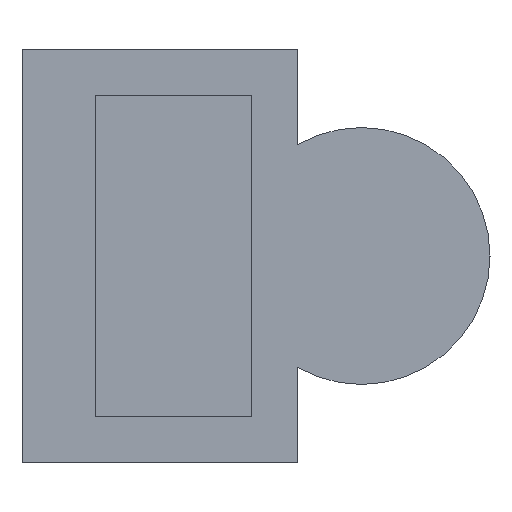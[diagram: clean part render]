
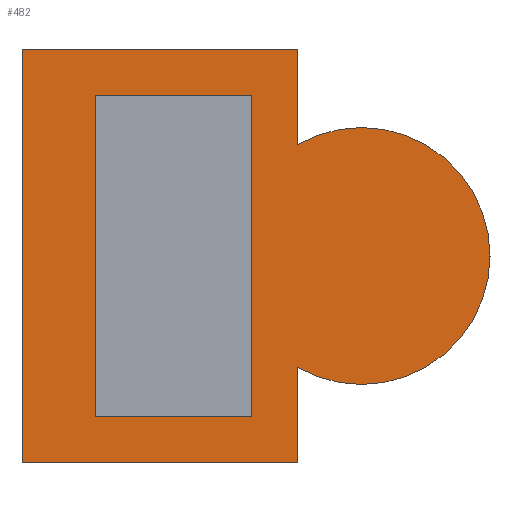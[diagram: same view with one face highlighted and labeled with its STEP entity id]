
A CAD part, left-side view. The second image highlights one B-rep face of the part: STEP entity #482.
In plain terms, the highlighted planar face has unit normal (-1, 0, 0).
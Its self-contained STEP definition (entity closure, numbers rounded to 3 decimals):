
#1 = CARTESIAN_POINT ( 'NONE',  ( -65., -12., -17.5 ) ) ;
#26 = CARTESIAN_POINT ( 'NONE',  ( -65., -5., 5. ) ) ;
#32 = ORIENTED_EDGE ( 'NONE', *, *, #903, .T. ) ;
#37 = CARTESIAN_POINT ( 'NONE',  ( -65., -12., -31.5 ) ) ;
#38 = CARTESIAN_POINT ( 'NONE',  ( -65., 0., -35. ) ) ;
#43 = ORIENTED_EDGE ( 'NONE', *, *, #812, .T. ) ;
#56 = VERTEX_POINT ( 'NONE', #715 ) ;
#62 = EDGE_CURVE ( 'NONE', #56, #180, #926, .T. ) ;
#63 = CARTESIAN_POINT ( 'NONE',  ( -65., -5., -40. ) ) ;
#66 = CARTESIAN_POINT ( 'NONE',  ( -65., -5., -29.624 ) ) ;
#69 = CARTESIAN_POINT ( 'NONE',  ( -65., -12., -3.5 ) ) ;
#72 = DIRECTION ( 'NONE',  ( 0., 0., 1. ) ) ;
#73 = VECTOR ( 'NONE', #309, 1000. ) ;
#86 = DIRECTION ( 'NONE',  ( 0., 0., 1. ) ) ;
#93 = EDGE_CURVE ( 'NONE', #104, #732, #284, .T. ) ;
#104 = VERTEX_POINT ( 'NONE', #26 ) ;
#105 = AXIS2_PLACEMENT_3D ( 'NONE', #1, #416, #794 ) ;
#142 = EDGE_LOOP ( 'NONE', ( #820, #290, #43, #276, #622, #425, #437, #784 ) ) ;
#146 = LINE ( 'NONE', #345, #550 ) ;
#153 = LINE ( 'NONE', #774, #752 ) ;
#154 = VERTEX_POINT ( 'NONE', #695 ) ;
#159 = FACE_OUTER_BOUND ( 'NONE', #142, .T. ) ;
#180 = VERTEX_POINT ( 'NONE', #916 ) ;
#222 = CARTESIAN_POINT ( 'NONE',  ( -65., -12., -17.5 ) ) ;
#249 = VECTOR ( 'NONE', #506, 1000. ) ;
#261 = CARTESIAN_POINT ( 'NONE',  ( -65., 25., -40. ) ) ;
#264 = DIRECTION ( 'NONE',  ( 0., 0., 1. ) ) ;
#275 = CARTESIAN_POINT ( 'NONE',  ( -65., -5., -5.376 ) ) ;
#276 = ORIENTED_EDGE ( 'NONE', *, *, #721, .T. ) ;
#282 = CARTESIAN_POINT ( 'NONE',  ( -65., 25., 0. ) ) ;
#284 = LINE ( 'NONE', #666, #249 ) ;
#290 = ORIENTED_EDGE ( 'NONE', *, *, #639, .F. ) ;
#309 = DIRECTION ( 'NONE',  ( 0., 0., 1. ) ) ;
#326 = CARTESIAN_POINT ( 'NONE',  ( -65., 0., 0. ) ) ;
#335 = LINE ( 'NONE', #768, #779 ) ;
#341 = DIRECTION ( 'NONE',  ( -1., 0., 0. ) ) ;
#342 = FACE_BOUND ( 'NONE', #741, .T. ) ;
#345 = CARTESIAN_POINT ( 'NONE',  ( -65., 25., 5. ) ) ;
#350 = EDGE_CURVE ( 'NONE', #760, #180, #391, .T. ) ;
#362 = AXIS2_PLACEMENT_3D ( 'NONE', #222, #706, #72 ) ;
#368 = CIRCLE ( 'NONE', #362, 14. ) ;
#385 = AXIS2_PLACEMENT_3D ( 'NONE', #627, #341, #264 ) ;
#386 = LINE ( 'NONE', #673, #73 ) ;
#391 = LINE ( 'NONE', #326, #393 ) ;
#393 = VECTOR ( 'NONE', #687, 1000. ) ;
#404 = CARTESIAN_POINT ( 'NONE',  ( -65., -5., 0. ) ) ;
#416 = DIRECTION ( 'NONE',  ( -1., 0., 0. ) ) ;
#424 = VECTOR ( 'NONE', #612, 1000. ) ;
#425 = ORIENTED_EDGE ( 'NONE', *, *, #93, .F. ) ;
#432 = CARTESIAN_POINT ( 'NONE',  ( -65., 0., 0. ) ) ;
#437 = ORIENTED_EDGE ( 'NONE', *, *, #656, .F. ) ;
#443 = AXIS2_PLACEMENT_3D ( 'NONE', #282, #877, #676 ) ;
#450 = ORIENTED_EDGE ( 'NONE', *, *, #62, .T. ) ;
#454 = VECTOR ( 'NONE', #907, 1000. ) ;
#457 = EDGE_CURVE ( 'NONE', #839, #479, #153, .T. ) ;
#479 = VERTEX_POINT ( 'NONE', #63 ) ;
#482 = ADVANCED_FACE ( 'NONE', ( #159, #342 ), #914, .T. ) ;
#485 = DIRECTION ( 'NONE',  ( 0., 0., -1. ) ) ;
#506 = DIRECTION ( 'NONE',  ( 0., 0., -1. ) ) ;
#519 = EDGE_CURVE ( 'NONE', #885, #760, #386, .T. ) ;
#550 = VECTOR ( 'NONE', #635, 1000. ) ;
#572 = ORIENTED_EDGE ( 'NONE', *, *, #519, .F. ) ;
#581 = DIRECTION ( 'NONE',  ( 0., -1., 0. ) ) ;
#594 = CARTESIAN_POINT ( 'NONE',  ( -65., 17., -35. ) ) ;
#597 = VERTEX_POINT ( 'NONE', #37 ) ;
#612 = DIRECTION ( 'NONE',  ( 0., 1., 0. ) ) ;
#622 = ORIENTED_EDGE ( 'NONE', *, *, #854, .T. ) ;
#627 = CARTESIAN_POINT ( 'NONE',  ( -65., -12., -17.5 ) ) ;
#635 = DIRECTION ( 'NONE',  ( 0., -1., 0. ) ) ;
#636 = VECTOR ( 'NONE', #86, 1000. ) ;
#639 = EDGE_CURVE ( 'NONE', #722, #479, #828, .T. ) ;
#656 = EDGE_CURVE ( 'NONE', #154, #104, #146, .T. ) ;
#662 = ORIENTED_EDGE ( 'NONE', *, *, #350, .F. ) ;
#666 = CARTESIAN_POINT ( 'NONE',  ( -65., -5., 0. ) ) ;
#673 = CARTESIAN_POINT ( 'NONE',  ( -65., 0., -35. ) ) ;
#676 = DIRECTION ( 'NONE',  ( 0., 0., 1. ) ) ;
#687 = DIRECTION ( 'NONE',  ( 0., 1., 0. ) ) ;
#695 = CARTESIAN_POINT ( 'NONE',  ( -65., 25., 5. ) ) ;
#706 = DIRECTION ( 'NONE',  ( -1., 0., 0. ) ) ;
#715 = CARTESIAN_POINT ( 'NONE',  ( -65., 17., -35. ) ) ;
#721 = EDGE_CURVE ( 'NONE', #597, #814, #789, .T. ) ;
#722 = VERTEX_POINT ( 'NONE', #66 ) ;
#732 = VERTEX_POINT ( 'NONE', #275 ) ;
#741 = EDGE_LOOP ( 'NONE', ( #572, #32, #450, #662 ) ) ;
#742 = CIRCLE ( 'NONE', #385, 14. ) ;
#752 = VECTOR ( 'NONE', #581, 1000. ) ;
#757 = CARTESIAN_POINT ( 'NONE',  ( -65., 0., -35. ) ) ;
#760 = VERTEX_POINT ( 'NONE', #432 ) ;
#768 = CARTESIAN_POINT ( 'NONE',  ( -65., 25., 0. ) ) ;
#774 = CARTESIAN_POINT ( 'NONE',  ( -65., 25., -40. ) ) ;
#779 = VECTOR ( 'NONE', #485, 1000. ) ;
#784 = ORIENTED_EDGE ( 'NONE', *, *, #925, .T. ) ;
#789 = CIRCLE ( 'NONE', #105, 14. ) ;
#794 = DIRECTION ( 'NONE',  ( 0., 0., 1. ) ) ;
#812 = EDGE_CURVE ( 'NONE', #722, #597, #368, .T. ) ;
#814 = VERTEX_POINT ( 'NONE', #69 ) ;
#820 = ORIENTED_EDGE ( 'NONE', *, *, #457, .T. ) ;
#828 = LINE ( 'NONE', #404, #454 ) ;
#839 = VERTEX_POINT ( 'NONE', #261 ) ;
#854 = EDGE_CURVE ( 'NONE', #814, #732, #742, .T. ) ;
#877 = DIRECTION ( 'NONE',  ( -1., 0., 0. ) ) ;
#885 = VERTEX_POINT ( 'NONE', #757 ) ;
#903 = EDGE_CURVE ( 'NONE', #885, #56, #911, .T. ) ;
#907 = DIRECTION ( 'NONE',  ( 0., 0., -1. ) ) ;
#911 = LINE ( 'NONE', #38, #424 ) ;
#914 = PLANE ( 'NONE',  #443 ) ;
#916 = CARTESIAN_POINT ( 'NONE',  ( -65., 17., 0. ) ) ;
#925 = EDGE_CURVE ( 'NONE', #154, #839, #335, .T. ) ;
#926 = LINE ( 'NONE', #594, #636 ) ;
